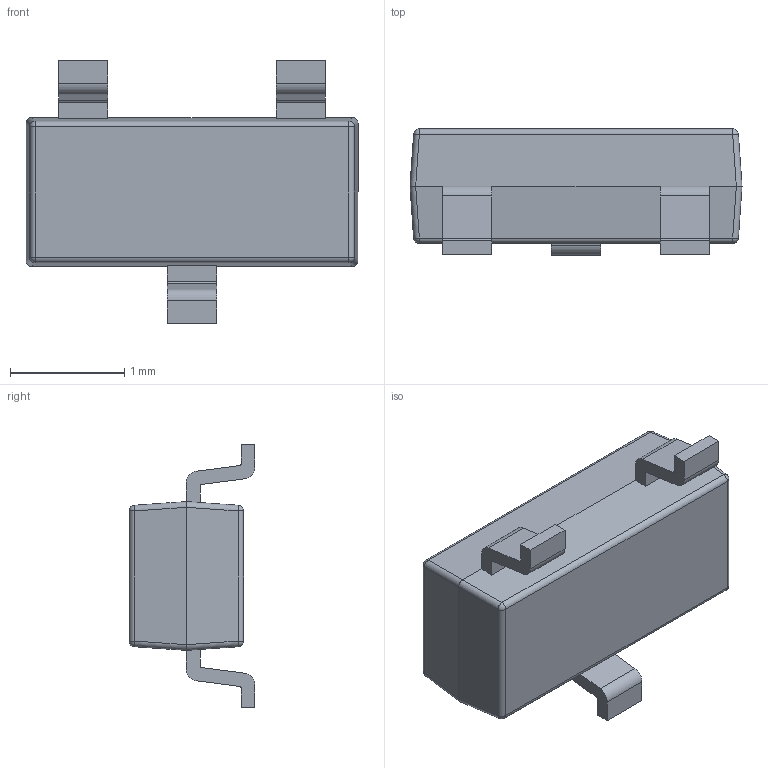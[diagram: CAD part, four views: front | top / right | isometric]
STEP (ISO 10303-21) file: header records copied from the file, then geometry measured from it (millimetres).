
FILE_DESCRIPTION (( 'STEP AP214' ), '1' );
FILE_NAME ('PLVA650A,215.STEP', '2017-10-22T09:30:33', ( '' ), ( '' ), 'SwSTEP 2.0', 'SolidWorks 2017', '' );
FILE_SCHEMA (( 'AUTOMOTIVE_DESIGN' ));
Length unit declared in the file: millimetre
Products named in the file (1): PLVA650A,215
Bounding box: 2.9 x 1.1 x 2.3 mm (x, y, z)
Volume: 3.8 mm3; surface area: 18.1 mm2
Topology: 4 solids, 4 shells, 76 faces, 180 edges, 104 vertices
Faces by surface type: plane 40, cylinder 28, sphere 8
Entity records: 2149 total; most frequent: DIRECTION 370, CARTESIAN_POINT 365, ORIENTED_EDGE 344, EDGE_CURVE 172, AXIS2_PLACEMENT_3D 125, LINE 120, VECTOR 120, VERTEX_POINT 104
